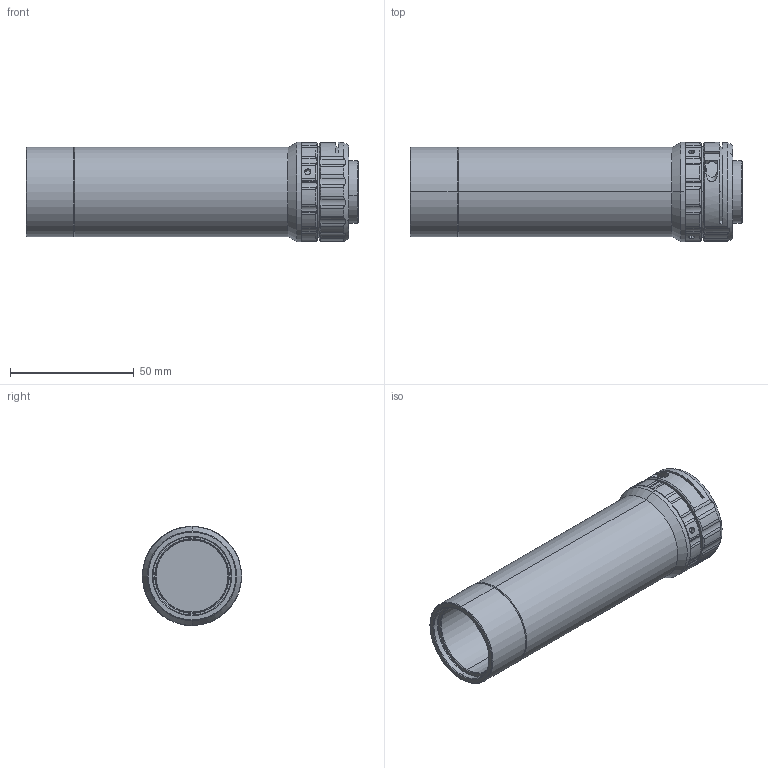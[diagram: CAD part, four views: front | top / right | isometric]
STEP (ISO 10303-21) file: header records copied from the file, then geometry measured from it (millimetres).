
FILE_DESCRIPTION (( 'STEP AP203' ), '1' );
FILE_NAME ('WWT121-09-106.STEP', '2022-09-01T06:06:34', ( '' ), ( '' ), 'SwSTEP 2.0', 'SolidWorks 2017', '' );
FILE_SCHEMA (( 'CONFIG_CONTROL_DESIGN' ));
Length unit declared in the file: millimetre
Products named in the file (1): WWT121-09-106
Bounding box: 134.01 x 40 x 40 mm (x, y, z)
Volume: 120681.1 mm3; surface area: 21158.9 mm2
Topology: 1 solids, 2 shells, 228 faces, 575 edges, 358 vertices
Faces by surface type: cylinder 123, plane 54, cone 51
Entity records: 7612 total; most frequent: CARTESIAN_POINT 2113, DIRECTION 1157, ORIENTED_EDGE 1146, EDGE_CURVE 573, AXIS2_PLACEMENT_3D 486, VERTEX_POINT 358, CIRCLE 257, EDGE_LOOP 241
